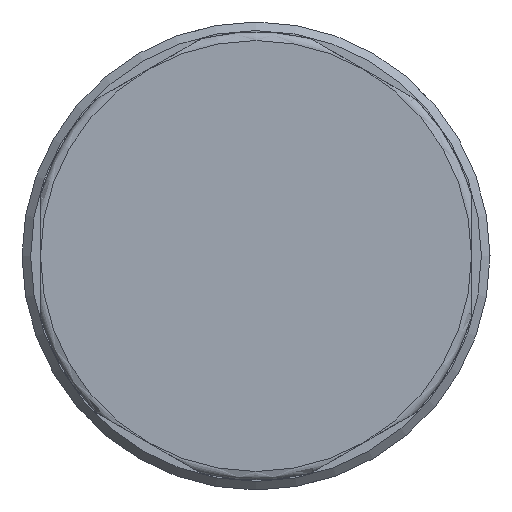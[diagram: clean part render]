
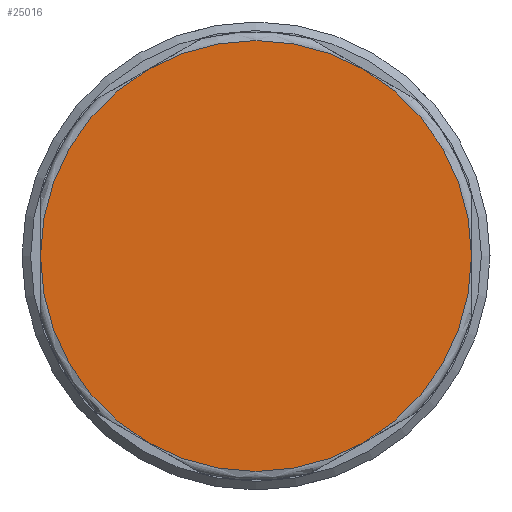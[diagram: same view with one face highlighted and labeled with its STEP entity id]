
A CAD part, left-side view. The second image highlights one B-rep face of the part: STEP entity #25016.
In plain terms, the highlighted planar face has unit normal (-1, 0, 0).
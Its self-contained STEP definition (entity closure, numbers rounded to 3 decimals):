
#24030=CARTESIAN_POINT('',(0.0,6.25,-10.825));
#24031=VERTEX_POINT('',#24030);
#24132=CARTESIAN_POINT('',(0.0,-6.25,-10.825));
#24133=VERTEX_POINT('',#24132);
#24236=CARTESIAN_POINT('',(0.0,-12.5,0.));
#24237=VERTEX_POINT('',#24236);
#24340=CARTESIAN_POINT('',(0.0,-6.25,10.825));
#24341=VERTEX_POINT('',#24340);
#24444=CARTESIAN_POINT('',(0.0,6.25,10.825));
#24445=VERTEX_POINT('',#24444);
#24523=CARTESIAN_POINT('',(0.0,12.5,0.0));
#24524=VERTEX_POINT('',#24523);
#24542=CARTESIAN_POINT('',(0.0,0.0,0.0));
#24543=DIRECTION('',(1.0,0.0,0.0));
#24544=DIRECTION('',(0.0,-1.0,0.0));
#24545=AXIS2_PLACEMENT_3D('',#24542,#24543,#24544);
#24546=CIRCLE('',#24545,12.5);
#24547=EDGE_CURVE('',#24524,#24445,#24546,.T.);
#24566=CARTESIAN_POINT('',(0.0,0.0,0.0));
#24567=DIRECTION('',(1.0,0.0,0.0));
#24568=DIRECTION('',(0.0,-1.0,0.0));
#24569=AXIS2_PLACEMENT_3D('',#24566,#24567,#24568);
#24570=CIRCLE('',#24569,12.5);
#24571=EDGE_CURVE('',#24445,#24341,#24570,.T.);
#24590=CARTESIAN_POINT('',(0.0,0.0,0.0));
#24591=DIRECTION('',(1.0,0.0,0.0));
#24592=DIRECTION('',(0.0,-1.0,0.0));
#24593=AXIS2_PLACEMENT_3D('',#24590,#24591,#24592);
#24594=CIRCLE('',#24593,12.5);
#24595=EDGE_CURVE('',#24341,#24237,#24594,.T.);
#24614=CARTESIAN_POINT('',(0.0,0.0,0.0));
#24615=DIRECTION('',(1.0,0.0,0.0));
#24616=DIRECTION('',(0.0,-1.0,0.0));
#24617=AXIS2_PLACEMENT_3D('',#24614,#24615,#24616);
#24618=CIRCLE('',#24617,12.5);
#24619=EDGE_CURVE('',#24237,#24133,#24618,.T.);
#24638=CARTESIAN_POINT('',(0.0,0.0,0.0));
#24639=DIRECTION('',(1.0,0.0,0.0));
#24640=DIRECTION('',(0.0,-1.0,0.0));
#24641=AXIS2_PLACEMENT_3D('',#24638,#24639,#24640);
#24642=CIRCLE('',#24641,12.5);
#24643=EDGE_CURVE('',#24133,#24031,#24642,.T.);
#24991=CARTESIAN_POINT('',(0.0,0.0,0.0));
#24992=DIRECTION('',(1.0,0.0,0.0));
#24993=DIRECTION('',(0.0,-1.0,0.0));
#24994=AXIS2_PLACEMENT_3D('',#24991,#24992,#24993);
#24995=CIRCLE('',#24994,12.5);
#24996=EDGE_CURVE('',#24031,#24524,#24995,.T.);
#25003=CARTESIAN_POINT('',(0.0,10.688,0.0));
#25004=DIRECTION('',(-1.0,0.0,0.0));
#25005=DIRECTION('',(0.0,0.0,1.0));
#25006=AXIS2_PLACEMENT_3D('',#25003,#25004,#25005);
#25007=PLANE('',#25006);
#25008=ORIENTED_EDGE('',*,*,#24547,.F.);
#25009=ORIENTED_EDGE('',*,*,#24996,.F.);
#25010=ORIENTED_EDGE('',*,*,#24643,.F.);
#25011=ORIENTED_EDGE('',*,*,#24619,.F.);
#25012=ORIENTED_EDGE('',*,*,#24595,.F.);
#25013=ORIENTED_EDGE('',*,*,#24571,.F.);
#25014=EDGE_LOOP('',(#25008,#25009,#25010,#25011,#25012,#25013));
#25015=FACE_OUTER_BOUND('',#25014,.T.);
#25016=ADVANCED_FACE('',(#25015),#25007,.T.);
